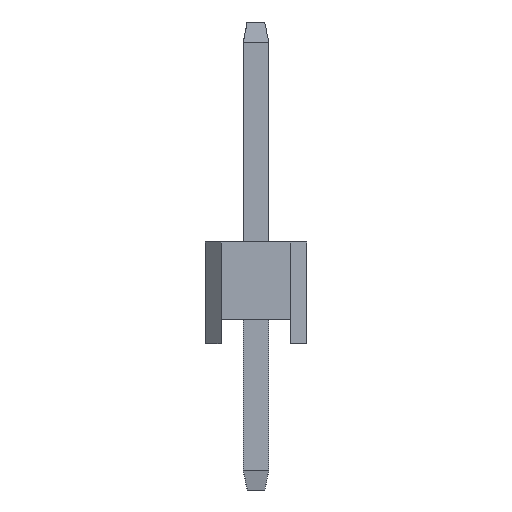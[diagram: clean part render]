
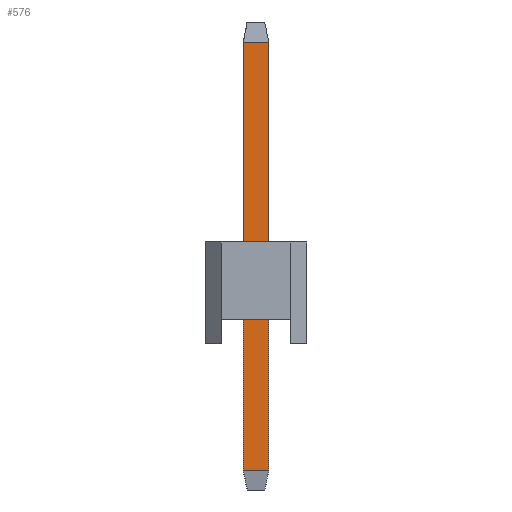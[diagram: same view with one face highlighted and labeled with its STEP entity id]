
A CAD part, left-side view. The second image highlights one B-rep face of the part: STEP entity #576.
In plain terms, the highlighted planar face has unit normal (-1, 0, 0).
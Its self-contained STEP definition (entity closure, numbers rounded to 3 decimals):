
#142=ORIENTED_EDGE('',*,*,#242,.F.);
#143=ORIENTED_EDGE('',*,*,#243,.T.);
#144=ORIENTED_EDGE('',*,*,#244,.T.);
#145=ORIENTED_EDGE('',*,*,#245,.T.);
#242=EDGE_CURVE('',#298,#299,#358,.T.);
#243=EDGE_CURVE('',#298,#300,#359,.T.);
#244=EDGE_CURVE('',#300,#301,#360,.T.);
#245=EDGE_CURVE('',#301,#299,#361,.T.);
#298=VERTEX_POINT('',#907);
#299=VERTEX_POINT('',#908);
#300=VERTEX_POINT('',#910);
#301=VERTEX_POINT('',#912);
#358=LINE('',#906,#430);
#359=LINE('',#909,#431);
#360=LINE('',#911,#432);
#361=LINE('',#913,#433);
#430=VECTOR('',#745,1000.);
#431=VECTOR('',#746,1000.);
#432=VECTOR('',#747,1000.);
#433=VECTOR('',#748,1000.);
#478=EDGE_LOOP('',(#142,#143,#144,#145));
#512=FACE_BOUND('',#478,.T.);
#544=PLANE('',#638);
#576=ADVANCED_FACE('',(#512),#544,.F.);
#638=AXIS2_PLACEMENT_3D('',#905,#743,#744);
#743=DIRECTION('',(1.,0.,0.));
#744=DIRECTION('',(0.,0.,-1.));
#745=DIRECTION('',(0.,0.,-1.));
#746=DIRECTION('',(0.,1.,0.));
#747=DIRECTION('',(0.,0.,-1.));
#748=DIRECTION('',(0.,-1.,0.));
#905=CARTESIAN_POINT('',(-0.32,0.32,11.7));
#906=CARTESIAN_POINT('',(-0.32,-0.32,11.7));
#907=CARTESIAN_POINT('',(-0.32,-0.32,11.2));
#908=CARTESIAN_POINT('',(-0.32,-0.32,0.5));
#909=CARTESIAN_POINT('',(-0.32,0.32,11.2));
#910=CARTESIAN_POINT('',(-0.32,0.32,11.2));
#911=CARTESIAN_POINT('',(-0.32,0.32,11.7));
#912=CARTESIAN_POINT('',(-0.32,0.32,0.5));
#913=CARTESIAN_POINT('',(-0.32,0.32,0.5));
